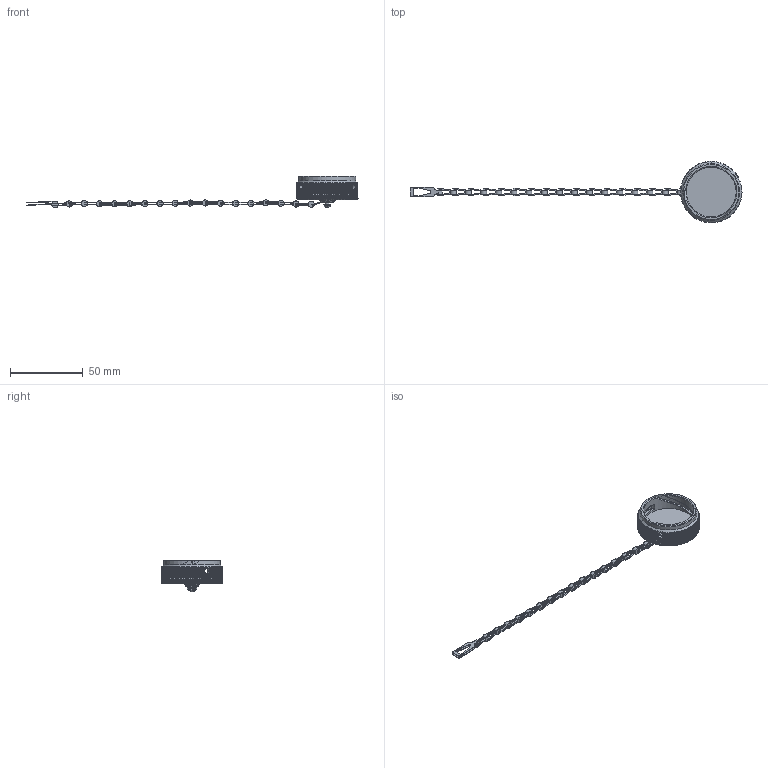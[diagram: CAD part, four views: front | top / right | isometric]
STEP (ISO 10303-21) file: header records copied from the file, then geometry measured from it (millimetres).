
FILE_DESCRIPTION((''),'2;1');
FILE_NAME('C-AHDC36-18_3D','2018-08-16T',('wilber.liu'),(''),'PRO/ENGINEER BY PARAMETRIC TECHNOLOGY CORPORATION, 2013230','PRO/ENGINEER BY PARAMETRIC TECHNOLOGY CORPORATION, 2013230','');
FILE_SCHEMA(('CONFIG_CONTROL_DESIGN'));
Length unit declared in the file: millimetre
Products named in the file (1): C-AHDC36-18_3D
Bounding box: 228.31 x 42.29 x 21.79 mm (x, y, z)
Volume: 8597.3 mm3; surface area: 12098.6 mm2
Topology: 1 solids, 2 shells, 1381 faces, 4242 edges, 2828 vertices
Faces by surface type: plane 732, cylinder 547, bspline 72, torus 16, cone 13, extrusion 1
Entity records: 52969 total; most frequent: CARTESIAN_POINT 17683, ORIENTED_EDGE 8484, DIRECTION 5834, EDGE_CURVE 4242, VERTEX_POINT 2828, VECTOR 2082, LINE 2081, AXIS2_PLACEMENT_3D 1876
